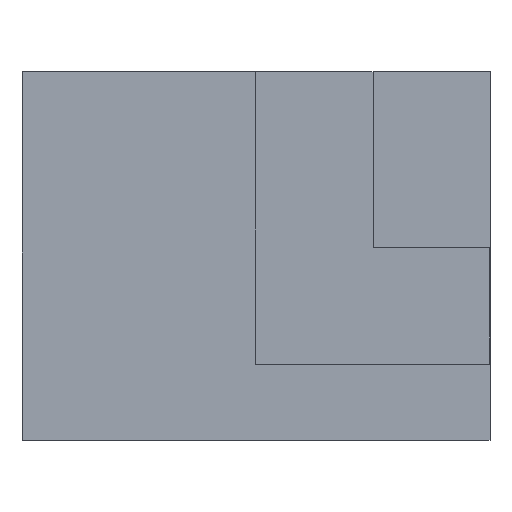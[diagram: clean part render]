
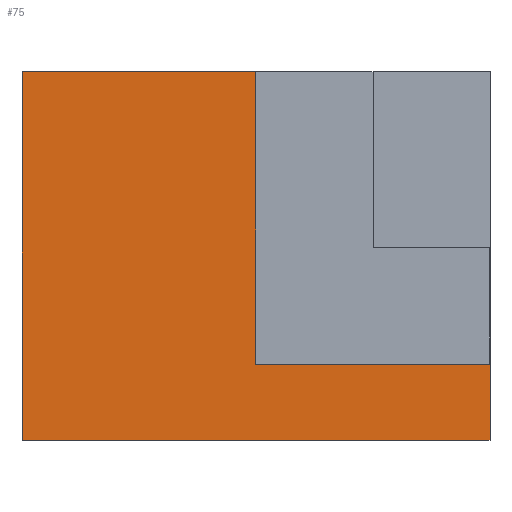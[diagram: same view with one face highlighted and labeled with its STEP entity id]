
A CAD part, front view. The second image highlights one B-rep face of the part: STEP entity #75.
In plain terms, the highlighted planar face has unit normal (0, -1, 0).
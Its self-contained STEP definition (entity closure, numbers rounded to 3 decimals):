
#75=ADVANCED_FACE('',(#3034),#3036,.F.);
#3034=FACE_BOUND('',#3035,.T.);
#3035=EDGE_LOOP('',(#8459,#8460,#8461,#8462,#8463,#8464));
#3036=PLANE('',#3037);
#3037=AXIS2_PLACEMENT_3D('',#3038,#3039,#3040);
#3038=CARTESIAN_POINT('',(-2.,-5.,3.15));
#3039=DIRECTION('',(0.,1.,0.));
#3040=DIRECTION('',(0.,-0.,1.));
#8459=ORIENTED_EDGE('',*,*,#9978,.F.);
#8460=ORIENTED_EDGE('',*,*,#9986,.T.);
#8461=ORIENTED_EDGE('',*,*,#10202,.T.);
#8462=ORIENTED_EDGE('',*,*,#10203,.F.);
#8463=ORIENTED_EDGE('',*,*,#10204,.F.);
#8464=ORIENTED_EDGE('',*,*,#10205,.F.);
#9978=EDGE_CURVE('',#10855,#10857,#10858,.T.);
#9986=EDGE_CURVE('',#10855,#10870,#10872,.T.);
#10202=EDGE_CURVE('',#10870,#11303,#11304,.T.);
#10203=EDGE_CURVE('',#11305,#11303,#11306,.T.);
#10204=EDGE_CURVE('',#11307,#11305,#11308,.T.);
#10205=EDGE_CURVE('',#10857,#11307,#11309,.T.);
#10855=VERTEX_POINT('',#12317);
#10857=VERTEX_POINT('',#12321);
#10858=LINE('',#12322,#12323);
#10870=VERTEX_POINT('',#12348);
#10872=LINE('',#12352,#12353);
#11303=VERTEX_POINT('',#16087);
#11304=LINE('',#16088,#16089);
#11305=VERTEX_POINT('',#16091);
#11306=LINE('',#16092,#16093);
#11307=VERTEX_POINT('',#16095);
#11308=LINE('',#16096,#16097);
#11309=LINE('',#16099,#16100);
#12317=CARTESIAN_POINT('',(-2.,-5.,3.15));
#12321=CARTESIAN_POINT('',(0.,-5.,3.15));
#12322=CARTESIAN_POINT('',(-2.,-5.,3.15));
#12323=VECTOR('',#12324,1.);
#12324=DIRECTION('',(1.,0.,0.));
#12348=CARTESIAN_POINT('',(-2.,-5.,0.));
#12352=CARTESIAN_POINT('',(-2.,-5.,3.15));
#12353=VECTOR('',#12354,1.);
#12354=DIRECTION('',(0.,0.,-1.));
#16087=CARTESIAN_POINT('',(2.,-5.,0.));
#16088=CARTESIAN_POINT('',(-2.,-5.,0.));
#16089=VECTOR('',#16090,1.);
#16090=DIRECTION('',(1.,0.,0.));
#16091=CARTESIAN_POINT('',(2.,-5.,0.65));
#16092=CARTESIAN_POINT('',(2.,-5.,0.65));
#16093=VECTOR('',#16094,1.);
#16094=DIRECTION('',(0.,0.,-1.));
#16095=CARTESIAN_POINT('',(0.,-5.,0.65));
#16096=CARTESIAN_POINT('',(0.,-5.,0.65));
#16097=VECTOR('',#16098,1.);
#16098=DIRECTION('',(1.,0.,0.));
#16099=CARTESIAN_POINT('',(0.,-5.,3.15));
#16100=VECTOR('',#16101,1.);
#16101=DIRECTION('',(0.,0.,-1.));
